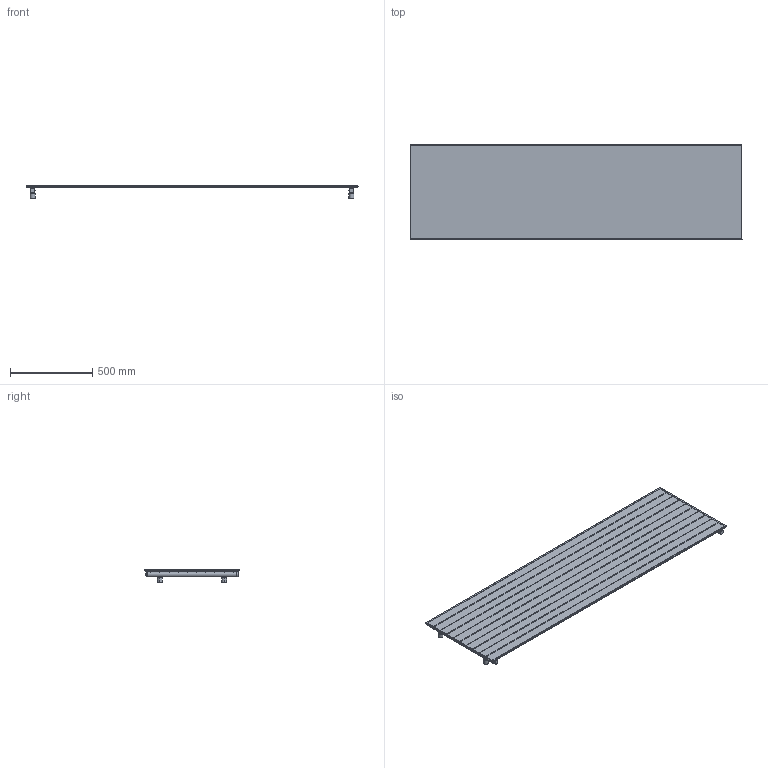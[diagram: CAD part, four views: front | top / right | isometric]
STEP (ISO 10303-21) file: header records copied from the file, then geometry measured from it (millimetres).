
FILE_DESCRIPTION((''),'2;1');
FILE_NAME('3601550000811_3D_SITO_ASM','2022-06-21T12:22:22',('pc104'),(''),'CREO PARAMETRIC BY PTC INC, 2022014','CREO PARAMETRIC BY PTC INC, 2022014','');
FILE_SCHEMA(('AUTOMOTIVE_DESIGN { 1 0 10303 214 1 1 1 1 }'));
Length unit declared in the file: millimetre
Products named in the file (3): 3601550000811_3D_SITO; 1041001240013; 3601550000811_3D_SITO_ASM
Assembly tree (2 placements, depth 2):
  3601550000811_3D_SITO_ASM
    3601550000811_3D_SITO
    1041001240013
Bounding box: 2021.81 x 575.81 x 75.5 mm (x, y, z)
Volume: 12911188.6 mm3; surface area: 2904067 mm2
Topology: 2 solids, 3 shells, 438 faces, 1041 edges, 612 vertices
Faces by surface type: cylinder 198, plane 110, bspline 58, torus 56, cone 12, sphere 4
Entity records: 26098 total; most frequent: CARTESIAN_POINT 9415, DIRECTION 2375, ORIENTED_EDGE 2082, PRESENTATION_STYLE_ASSIGNMENT 1182, STYLED_ITEM 1113, CURVE_STYLE 1111, EDGE_CURVE 1041, AXIS2_PLACEMENT_3D 935
